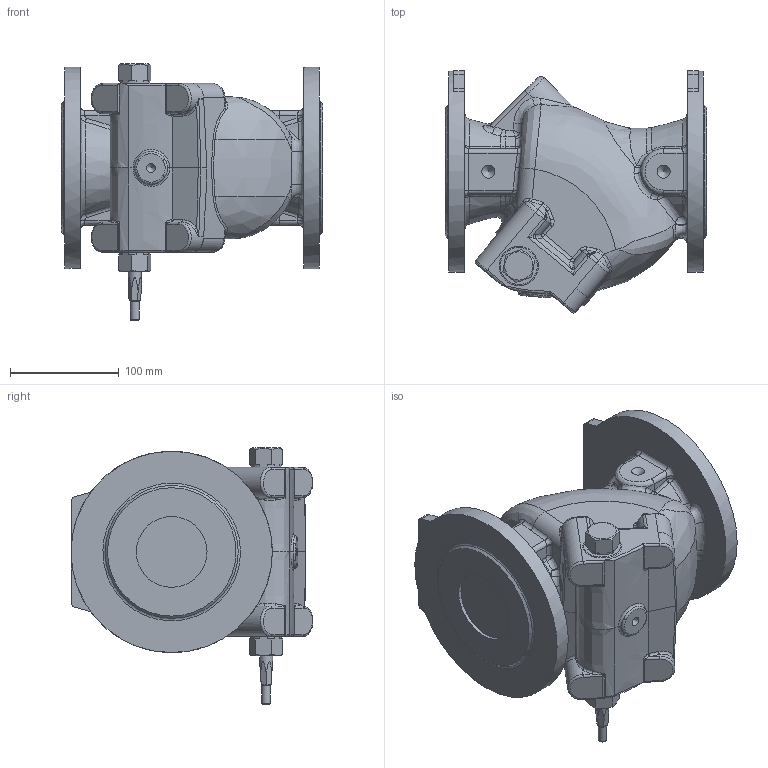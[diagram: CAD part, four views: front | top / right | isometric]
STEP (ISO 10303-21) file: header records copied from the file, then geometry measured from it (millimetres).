
FILE_DESCRIPTION (( 'STEP AP203' ), '1' );
FILE_NAME ('O_41_60_DN65.STEP', '2014-09-09T07:47:57', ( '' ), ( '' ), 'SwSTEP 2.0', 'SolidWorks 2012', '' );
FILE_SCHEMA (( 'CONFIG_CONTROL_DESIGN' ));
Length unit declared in the file: millimetre
Products named in the file (1): O_41_60_DN65
Bounding box: 240 x 222.33 x 235.25 mm (x, y, z)
Volume: 4162859.3 mm3; surface area: 240587.8 mm2
Topology: 1 solids, 1 shells, 542 faces, 1303 edges, 750 vertices
Faces by surface type: bspline 279, cylinder 136, plane 102, cone 25
Full cylindrical faces by diameter (mm): 8 x1, 12 x1, 65 x2, 185 x2
Entity records: 35086 total; most frequent: CARTESIAN_POINT 24827, ORIENTED_EDGE 2484, DIRECTION 1590, EDGE_CURVE 1242, VERTEX_POINT 734, AXIS2_PLACEMENT_3D 639, EDGE_LOOP 574, FACE_OUTER_BOUND 553
